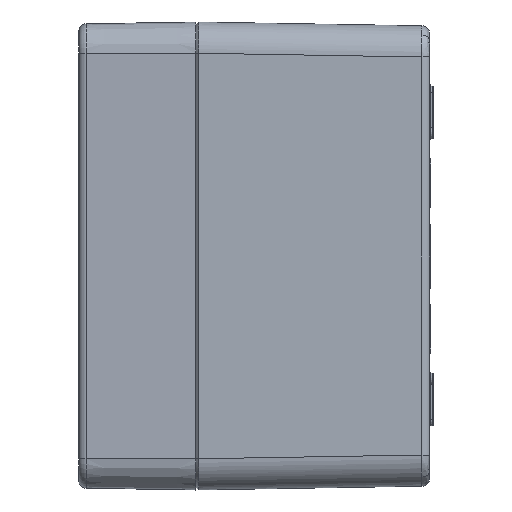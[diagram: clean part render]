
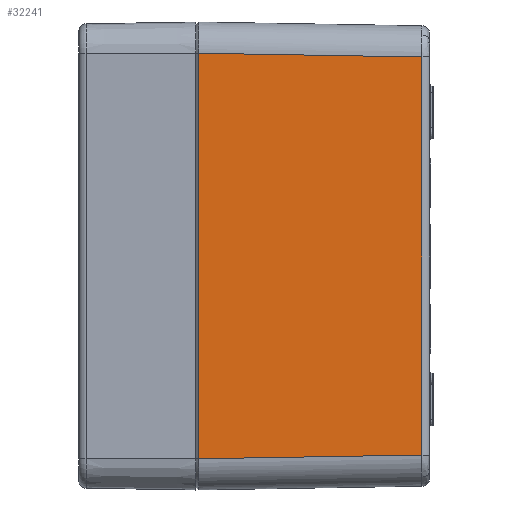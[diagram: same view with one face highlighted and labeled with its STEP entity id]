
A CAD part, left-side view. The second image highlights one B-rep face of the part: STEP entity #32241.
In plain terms, the highlighted planar face has unit normal (-1, -0.017, 0).
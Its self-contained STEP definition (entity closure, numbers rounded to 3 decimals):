
#4095=LINE('',#66310,#6006);
#4096=LINE('',#66311,#6007);
#4097=LINE('',#66313,#6008);
#4098=LINE('',#66314,#6009);
#6006=VECTOR('',#39525,1000.);
#6007=VECTOR('',#39526,1000.);
#6008=VECTOR('',#39527,1000.);
#6009=VECTOR('',#39528,1000.);
#7412=PLANE('',#34798);
#8406=FACE_OUTER_BOUND('',#10779,.T.);
#10779=EDGE_LOOP('',(#24064,#24065,#24066,#24067));
#14597=VERTEX_POINT('',#62409);
#15070=VERTEX_POINT('',#66308);
#15071=VERTEX_POINT('',#66309);
#15072=VERTEX_POINT('',#66312);
#18291=EDGE_CURVE('',#15070,#15071,#4095,.T.);
#18292=EDGE_CURVE('',#15071,#14597,#4096,.T.);
#18293=EDGE_CURVE('',#14597,#15072,#4097,.T.);
#18294=EDGE_CURVE('',#15072,#15070,#4098,.T.);
#24064=ORIENTED_EDGE('',*,*,#18291,.T.);
#24065=ORIENTED_EDGE('',*,*,#18292,.T.);
#24066=ORIENTED_EDGE('',*,*,#18293,.T.);
#24067=ORIENTED_EDGE('',*,*,#18294,.T.);
#32241=ADVANCED_FACE('',(#8406),#7412,.T.);
#34798=AXIS2_PLACEMENT_3D('',#66307,#39523,#39524);
#39523=DIRECTION('center_axis',(-1.,-0.017,
0.));
#39524=DIRECTION('ref_axis',(0.017,-1.,0.));
#39525=DIRECTION('',(0.017,-1.,0.017));
#39526=DIRECTION('',(0.,0.,1.));
#39527=DIRECTION('',(-0.017,1.,0.017));
#39528=DIRECTION('',(0.,0.,-1.));
#62409=CARTESIAN_POINT('',(-60.033,-58.033,51.034));
#66307=CARTESIAN_POINT('Origin',(-61.,0.,-60.));
#66308=CARTESIAN_POINT('',(-60.987,-0.8,-51.988));
#66309=CARTESIAN_POINT('',(-60.033,-58.033,-51.034));
#66310=CARTESIAN_POINT('',(-61.002,0.133,-52.003));
#66311=CARTESIAN_POINT('',(-60.033,-58.033,51.001));
#66312=CARTESIAN_POINT('',(-60.987,-0.8,51.988));
#66313=CARTESIAN_POINT('',(-60.969,-1.866,51.97));
#66314=CARTESIAN_POINT('',(-60.987,-0.8,-60.));
